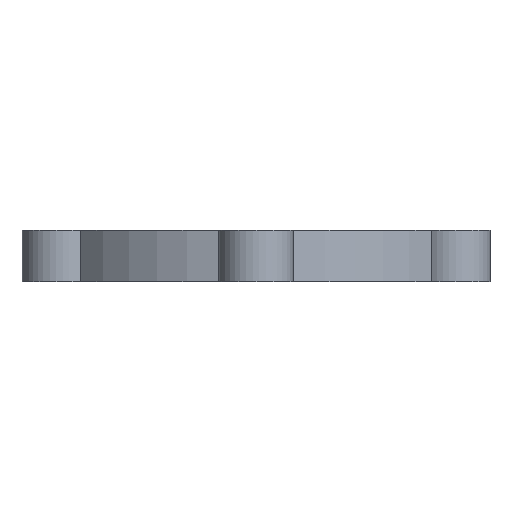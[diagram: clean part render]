
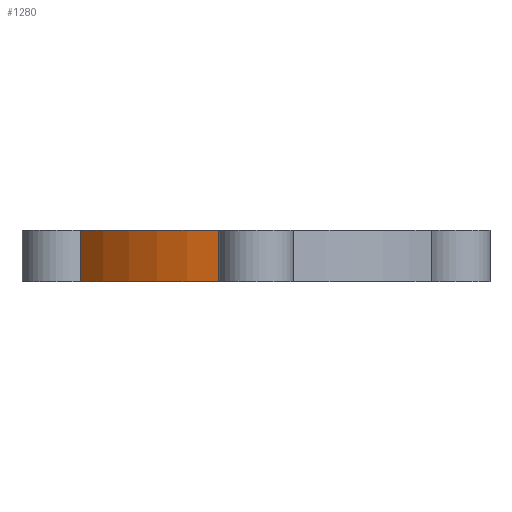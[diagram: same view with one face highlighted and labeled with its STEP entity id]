
A CAD part, front view. The second image highlights one B-rep face of the part: STEP entity #1280.
In plain terms, the highlighted cylindrical face has radius 40 mm (diameter 80 mm), a partial arc.
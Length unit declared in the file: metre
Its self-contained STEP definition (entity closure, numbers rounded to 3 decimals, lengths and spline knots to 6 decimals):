
#74=LINE('',#1977,#194);
#75=LINE('',#1983,#195);
#194=VECTOR('',#1601,1.);
#195=VECTOR('',#1608,1.);
#353=ORIENTED_EDGE('',*,*,#693,.T.);
#354=ORIENTED_EDGE('',*,*,#694,.F.);
#355=ORIENTED_EDGE('',*,*,#695,.F.);
#356=ORIENTED_EDGE('',*,*,#691,.T.);
#691=EDGE_CURVE('',#860,#859,#74,.T.);
#693=EDGE_CURVE('',#859,#861,#983,.T.);
#694=EDGE_CURVE('',#862,#861,#75,.T.);
#695=EDGE_CURVE('',#860,#862,#984,.T.);
#859=VERTEX_POINT('',#1976);
#860=VERTEX_POINT('',#1978);
#861=VERTEX_POINT('',#1982);
#862=VERTEX_POINT('',#1984);
#983=CIRCLE('',#1411,0.04);
#984=CIRCLE('',#1412,0.04);
#1030=EDGE_LOOP('',(#353,#354,#355,#356));
#1148=FACE_BOUND('',#1030,.T.);
#1254=CYLINDRICAL_SURFACE('',#1410,0.04);
#1280=ADVANCED_FACE('',(#1148),#1254,.T.);
#1410=AXIS2_PLACEMENT_3D('',#1980,#1604,#1605);
#1411=AXIS2_PLACEMENT_3D('',#1981,#1606,#1607);
#1412=AXIS2_PLACEMENT_3D('',#1985,#1609,#1610);
#1601=DIRECTION('',(0.,0.,-1.));
#1604=DIRECTION('',(0.,0.,-1.));
#1605=DIRECTION('',(-1.,0.,0.));
#1606=DIRECTION('',(0.,0.,1.));
#1607=DIRECTION('',(1.,0.,0.));
#1608=DIRECTION('',(0.,0.,-1.));
#1609=DIRECTION('',(0.,0.,1.));
#1610=DIRECTION('',(1.,0.,0.));
#1976=CARTESIAN_POINT('',(-0.030878,-0.025428,0.017));
#1977=CARTESIAN_POINT('',(-0.030878,-0.025428,0.026));
#1978=CARTESIAN_POINT('',(-0.030878,-0.025428,0.026));
#1980=CARTESIAN_POINT('',(0.,0.,0.026));
#1981=CARTESIAN_POINT('',(0.,0.,0.017));
#1982=CARTESIAN_POINT('',(-0.006582,-0.039455,0.017));
#1983=CARTESIAN_POINT('',(-0.006582,-0.039455,0.026));
#1984=CARTESIAN_POINT('',(-0.006582,-0.039455,0.026));
#1985=CARTESIAN_POINT('',(0.,0.,0.026));
